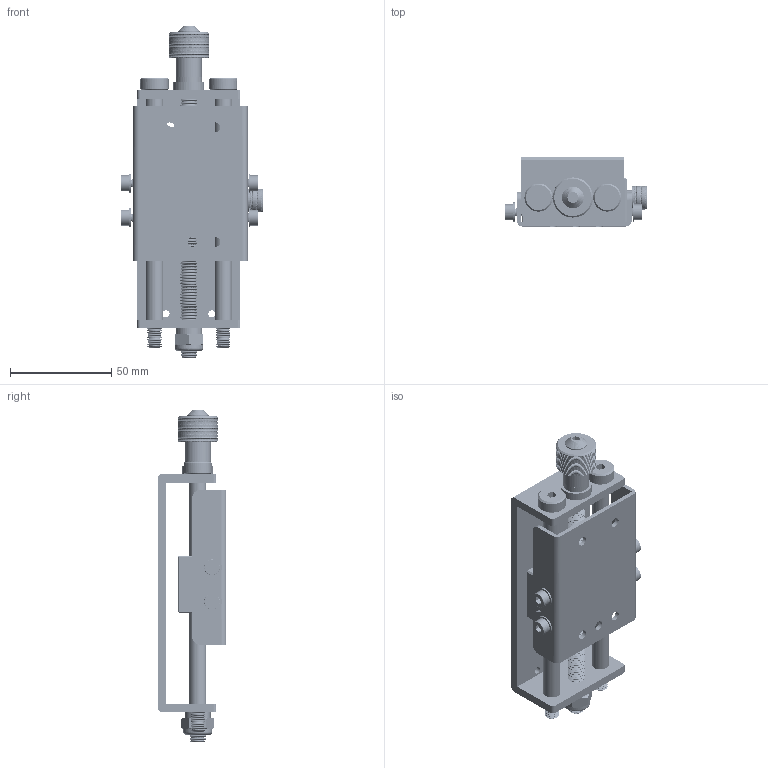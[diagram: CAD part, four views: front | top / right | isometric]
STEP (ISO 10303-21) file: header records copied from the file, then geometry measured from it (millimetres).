
FILE_DESCRIPTION(('FreeCAD Model'),'2;1');
FILE_NAME('Open CASCADE Shape Model','2025-05-02T23:56:50',('FreeCAD'),( 'FreeCAD'),'Open CASCADE STEP processor 7.6','FreeCAD','Unknown');
FILE_SCHEMA(('AUTOMOTIVE_DESIGN { 1 0 10303 214 1 1 1 1 }'));
Products named in the file (1): Open CASCADE STEP translator 7.6 1
Bounding box: 70.24 x 33.98 x 164.06 mm (x, y, z)
Volume: 107638.7 mm3; surface area: 63948.2 mm2
Topology: 22 solids, 22 shells, 2423 faces, 5122 edges, 2772 vertices
Faces by surface type: bspline 2423
Entity records: 172725 total; most frequent: CARTESIAN_POINT 144663, ORIENTED_EDGE 10244, EDGE_CURVE 5122, VERTEX_POINT 2772, FACE_BOUND 2526, EDGE_LOOP 2526, ADVANCED_FACE 2423, B_SPLINE_CURVE_WITH_KNOTS 2220
